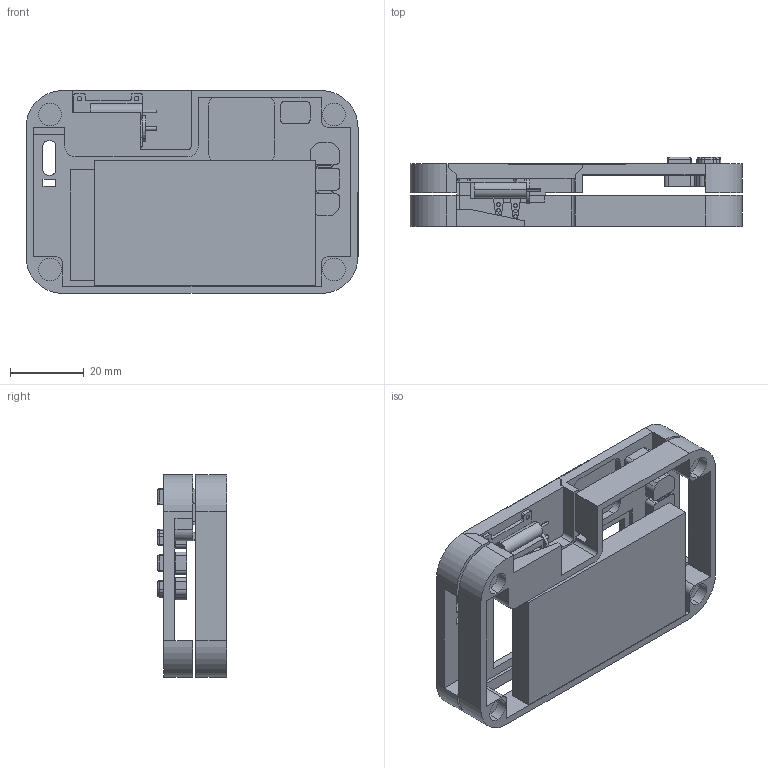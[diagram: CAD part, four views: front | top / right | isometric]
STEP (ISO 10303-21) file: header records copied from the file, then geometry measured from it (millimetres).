
FILE_DESCRIPTION (( 'STEP AP214' ), '1' );
FILE_NAME ('thelth_assy.STEP', '2025-02-28T19:12:24', ( '' ), ( '' ), 'SwSTEP 2.0', 'SolidWorks 2025', '' );
FILE_SCHEMA (( 'AUTOMOTIVE_DESIGN' ));
Length unit declared in the file: millimetre
Products named in the file (12): micro_servo_assy^access_hatch_thelth_assy; micro_servo_horn^micro_servo_assy_access_hatch_thelth_assy; nav_buttons; skeleton^thelth_assy; power_button^thelth_assy; access_hatch^access_hatch_thelth_assy; cover^thelth_assy; access_hatch^thelth_assy; frame^thelth_assy; battery^thelth_assy; thelth_assy; micro_servo
Assembly tree (10 placements, depth 4):
  skeleton^thelth_assy
  thelth_assy
    cover^thelth_assy
    battery^thelth_assy
    frame^thelth_assy
    nav_buttons
    power_button^thelth_assy
    access_hatch^thelth_assy
      micro_servo_assy^access_hatch_thelth_assy
        micro_servo
        micro_servo_horn^micro_servo_assy_access_hatch_thelth_assy
      access_hatch^access_hatch_thelth_assy
Bounding box: 90 x 18.74 x 55 mm (x, y, z)
Volume: 33210.8 mm3; surface area: 27096.9 mm2
Topology: 15 solids, 15 shells, 543 faces, 1410 edges, 906 vertices
Faces by surface type: plane 273, cylinder 234, bspline 24, torus 8, cone 4
Entity records: 17818 total; most frequent: CARTESIAN_POINT 3870, DIRECTION 2876, ORIENTED_EDGE 2796, EDGE_CURVE 1398, AXIS2_PLACEMENT_3D 992, VERTEX_POINT 906, LINE 892, VECTOR 892
